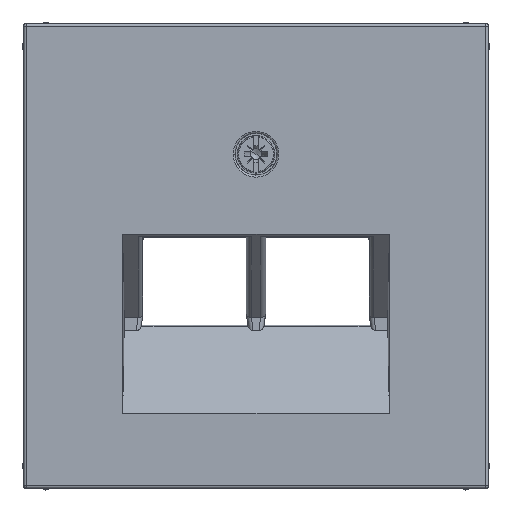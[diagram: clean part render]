
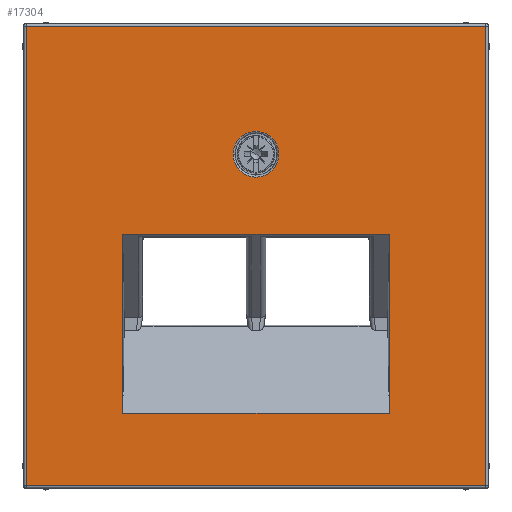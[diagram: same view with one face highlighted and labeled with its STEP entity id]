
A CAD part, top view. The second image highlights one B-rep face of the part: STEP entity #17304.
In plain terms, the highlighted face is planar.
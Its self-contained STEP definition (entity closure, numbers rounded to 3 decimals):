
#247=DIRECTION('',(1.,0.,0.));
#248=VECTOR('',#247,54.881);
#249=CARTESIAN_POINT('',(-27.44,10.,27.44));
#250=LINE('5385',#249,#248);
#251=DIRECTION('',(0.,0.,1.));
#252=VECTOR('',#251,54.881);
#253=CARTESIAN_POINT('',(-27.44,10.,-27.44));
#254=LINE('5389',#253,#252);
#255=DIRECTION('',(-1.,0.,0.));
#256=VECTOR('',#255,54.881);
#257=CARTESIAN_POINT('',(27.44,10.,-27.44));
#258=LINE('5395',#257,#256);
#259=DIRECTION('',(0.,0.,-1.));
#260=VECTOR('',#259,54.881);
#261=CARTESIAN_POINT('',(27.44,10.,27.44));
#262=LINE('5400',#261,#260);
#263=DIRECTION('',(1.,0.,0.));
#264=VECTOR('',#263,31.846);
#265=CARTESIAN_POINT('',(-15.923,10.,18.78));
#266=LINE('9756',#265,#264);
#267=DIRECTION('',(0.,0.,-1.));
#268=VECTOR('',#267,21.384);
#269=CARTESIAN_POINT('',(15.923,10.,18.78));
#270=LINE('9758',#269,#268);
#271=DIRECTION('',(1.,0.,0.));
#272=VECTOR('',#271,31.846);
#273=CARTESIAN_POINT('',(-15.923,10.,-2.604));
#274=LINE('9757',#273,#272);
#275=DIRECTION('',(0.,0.,-1.));
#276=VECTOR('',#275,21.384);
#277=CARTESIAN_POINT('',(-15.923,10.,18.78));
#278=LINE('9759',#277,#276);
#279=CARTESIAN_POINT('',(0.,10.,-12.15));
#280=DIRECTION('',(0.,-1.,0.));
#281=DIRECTION('',(-1.,0.,0.));
#282=AXIS2_PLACEMENT_3D('',#279,#280,#281);
#284=CARTESIAN_POINT('',(0.,10.,-12.15));
#285=DIRECTION('',(0.,-1.,0.));
#286=DIRECTION('',(1.,0.,0.));
#287=AXIS2_PLACEMENT_3D('',#284,#285,#286);
#13698=CARTESIAN_POINT('',(-27.44,10.,27.44));
#13699=CARTESIAN_POINT('',(27.44,10.,27.44));
#13700=VERTEX_POINT('',#13698);
#13701=VERTEX_POINT('',#13699);
#13708=CARTESIAN_POINT('',(-27.44,10.,-27.44));
#13709=VERTEX_POINT('',#13708);
#13720=CARTESIAN_POINT('',(27.44,10.,-27.44));
#13721=VERTEX_POINT('',#13720);
#14043=CARTESIAN_POINT('',(-15.923,10.,18.78));
#14044=CARTESIAN_POINT('',(15.923,10.,18.78));
#14045=VERTEX_POINT('',#14043);
#14046=VERTEX_POINT('',#14044);
#14047=CARTESIAN_POINT('',(-15.923,10.,-2.604));
#14048=CARTESIAN_POINT('',(15.923,10.,-2.604));
#14049=VERTEX_POINT('',#14047);
#14050=VERTEX_POINT('',#14048);
#17139=CARTESIAN_POINT('',(-2.737,10.,-12.15));
#17140=CARTESIAN_POINT('',(2.737,10.,-12.15));
#17141=VERTEX_POINT('',#17139);
#17142=VERTEX_POINT('',#17140);
#17273=CARTESIAN_POINT('',(0.,10.,0.));
#17274=DIRECTION('',(0.,1.,0.));
#17275=DIRECTION('',(0.,0.,-1.));
#17276=AXIS2_PLACEMENT_3D('',#17273,#17274,#17275);
#17277=PLANE('1910',#17276);
#17279=ORIENTED_EDGE('5385',*,*,#17278,.F.);
#17281=ORIENTED_EDGE('5389',*,*,#17280,.F.);
#17283=ORIENTED_EDGE('5395',*,*,#17282,.F.);
#17285=ORIENTED_EDGE('5400',*,*,#17284,.F.);
#17286=EDGE_LOOP('1910',(#17279,#17281,#17283,#17285));
#17287=FACE_OUTER_BOUND('1910',#17286,.F.);
#17289=ORIENTED_EDGE('9756',*,*,#17288,.T.);
#17291=ORIENTED_EDGE('9758',*,*,#17290,.T.);
#17293=ORIENTED_EDGE('9757',*,*,#17292,.F.);
#17295=ORIENTED_EDGE('9759',*,*,#17294,.F.);
#17296=EDGE_LOOP('1910',(#17289,#17291,#17293,#17295));
#17297=FACE_BOUND('1910',#17296,.F.);
#17299=ORIENTED_EDGE('25497',*,*,#17298,.F.);
#17301=ORIENTED_EDGE('25499',*,*,#17300,.F.);
#17302=EDGE_LOOP('1910',(#17299,#17301));
#17303=FACE_BOUND('1910',#17302,.F.);
#17304=ADVANCED_FACE('1910',(#17287,#17297,#17303),#17277,.T.);
#283=CIRCLE('25497',#282,2.737);
#288=CIRCLE('25499',#287,2.737);
#17278=EDGE_CURVE('5385',#13700,#13701,#250,.T.);
#17280=EDGE_CURVE('5389',#13709,#13700,#254,.T.);
#17282=EDGE_CURVE('5395',#13721,#13709,#258,.T.);
#17284=EDGE_CURVE('5400',#13701,#13721,#262,.T.);
#17288=EDGE_CURVE('9756',#14045,#14046,#266,.T.);
#17290=EDGE_CURVE('9758',#14046,#14050,#270,.T.);
#17292=EDGE_CURVE('9757',#14049,#14050,#274,.T.);
#17294=EDGE_CURVE('9759',#14045,#14049,#278,.T.);
#17298=EDGE_CURVE('25497',#17141,#17142,#283,.T.);
#17300=EDGE_CURVE('25499',#17142,#17141,#288,.T.);
